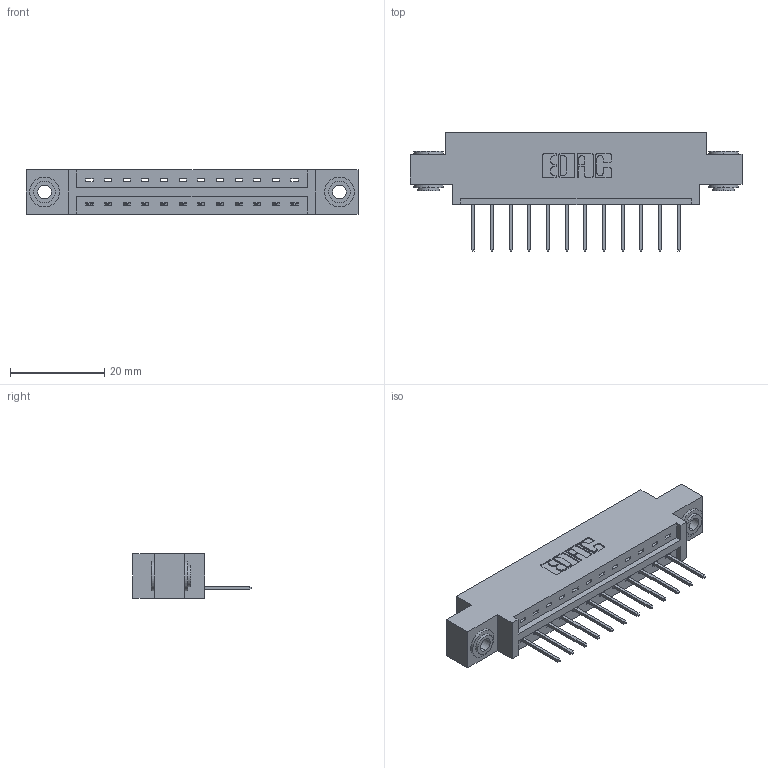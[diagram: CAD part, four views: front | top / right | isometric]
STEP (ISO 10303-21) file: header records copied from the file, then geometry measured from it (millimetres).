
FILE_DESCRIPTION (( 'STEP AP203' ), '1' );
FILE_NAME ('337-012-523-603.STEP', '2018-08-04T03:21:25', ( '' ), ( '' ), 'SwSTEP 2.0', 'SolidWorks 2016', '' );
FILE_SCHEMA (( 'CONFIG_CONTROL_DESIGN' ));
Length unit declared in the file: inch
Products named in the file (4): 337-012-523-603; 337 Part_0.170 Offset - 0.156 Dia-TH; 345-292-001_345-293-123; 345-250-002_345-250-002-102
Assembly tree (15 placements, depth 2):
  337-012-523-603
    337 Part_0.170 Offset - 0.156 Dia-TH
    345-292-001_345-293-123  x12
    345-250-002_345-250-002-102  x2
Bounding box: 70.56 x 25.15 x 9.4 mm (x, y, z)
Volume: 6855.5 mm3; surface area: 7257.3 mm2
Topology: 15 solids, 15 shells, 900 faces, 2655 edges, 1750 vertices
Faces by surface type: plane 636, cylinder 256, cone 8
Entity records: 13600 total; most frequent: CARTESIAN_POINT 2345, ORIENTED_EDGE 2286, DIRECTION 2069, EDGE_CURVE 1143, LINE 991, VECTOR 991, VERTEX_POINT 758, AXIS2_PLACEMENT_3D 539
